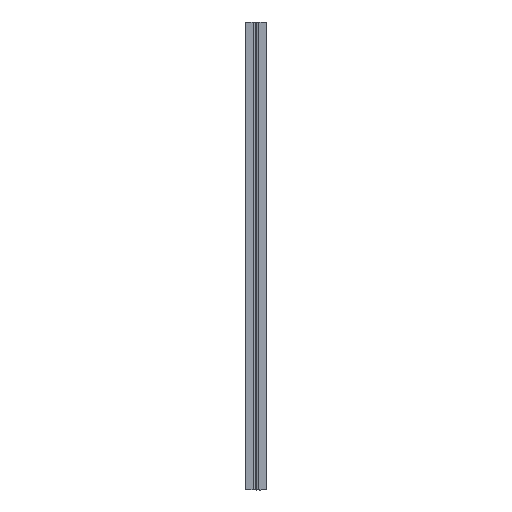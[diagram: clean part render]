
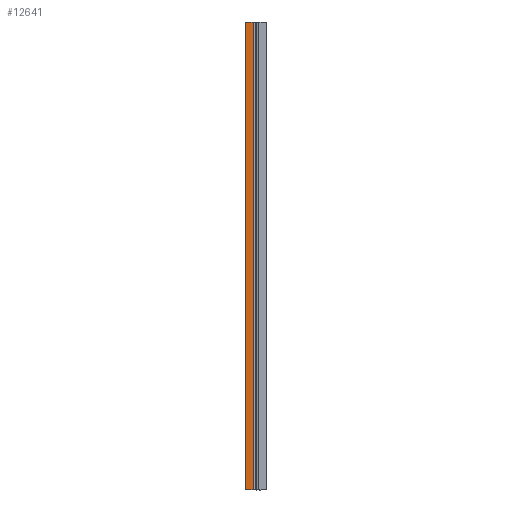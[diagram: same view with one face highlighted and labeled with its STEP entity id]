
A CAD part, front view. The second image highlights one B-rep face of the part: STEP entity #12641.
In plain terms, the highlighted planar face has unit normal (0, -1, 0).
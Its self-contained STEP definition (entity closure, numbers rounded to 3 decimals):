
#791=DIRECTION('',(1.,0.,0.));
#792=VECTOR('',#791,16.5);
#793=CARTESIAN_POINT('',(-22.5,-90.,0.));
#794=LINE('',#793,#792);
#4015=DIRECTION('',(1.,0.,0.));
#4016=VECTOR('',#4015,16.5);
#4017=CARTESIAN_POINT('',(-22.5,-90.,1000.));
#4018=LINE('',#4017,#4016);
#5994=DIRECTION('',(0.,0.,1.));
#5995=VECTOR('',#5994,1000.);
#5996=CARTESIAN_POINT('',(-22.5,-90.,0.));
#5997=LINE('',#5996,#5995);
#6001=DIRECTION('',(0.,0.,1.));
#6002=VECTOR('',#6001,1000.);
#6003=CARTESIAN_POINT('',(-6.,-90.,0.));
#6004=LINE('',#6003,#6002);
#8609=CARTESIAN_POINT('',(-22.5,-90.,0.));
#8610=CARTESIAN_POINT('',(-22.5,-90.,1000.));
#8611=VERTEX_POINT('',#8609);
#8612=VERTEX_POINT('',#8610);
#8683=CARTESIAN_POINT('',(-6.,-90.,0.));
#8684=VERTEX_POINT('',#8683);
#8691=CARTESIAN_POINT('',(-6.,-90.,1000.));
#8692=VERTEX_POINT('',#8691);
#12629=CARTESIAN_POINT('',(-22.5,-90.,0.));
#12630=DIRECTION('',(0.,-1.,0.));
#12631=DIRECTION('',(1.,0.,0.));
#12632=AXIS2_PLACEMENT_3D('',#12629,#12630,#12631);
#12633=PLANE('',#12632);
#12634=ORIENTED_EDGE('',*,*,#10272,.F.);
#12635=ORIENTED_EDGE('',*,*,#12169,.T.);
#12636=ORIENTED_EDGE('',*,*,#11313,.T.);
#12638=ORIENTED_EDGE('',*,*,#12637,.F.);
#12639=EDGE_LOOP('',(#12634,#12635,#12636,#12638));
#12640=FACE_OUTER_BOUND('',#12639,.F.);
#10272=EDGE_CURVE('',#8611,#8684,#794,.T.);
#11313=EDGE_CURVE('',#8612,#8692,#4018,.T.);
#12169=EDGE_CURVE('',#8611,#8612,#5997,.T.);
#12637=EDGE_CURVE('',#8684,#8692,#6004,.T.);
#12641=ADVANCED_FACE('',(#12640),#12633,.T.);
